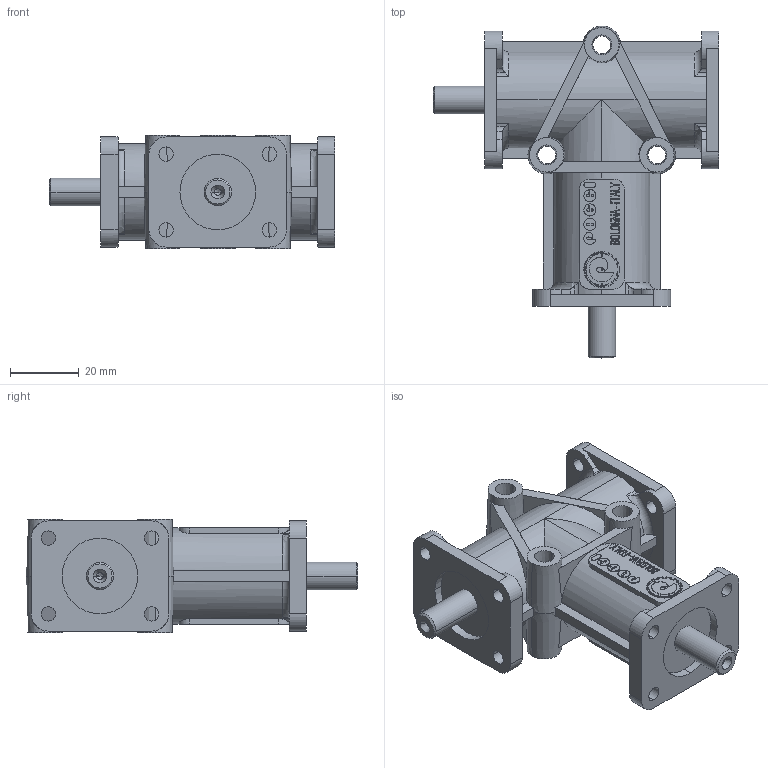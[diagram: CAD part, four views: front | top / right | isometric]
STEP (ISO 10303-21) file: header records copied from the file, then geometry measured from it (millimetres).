
FILE_DESCRIPTION(('STEP AP214'),'1');
FILE_NAME('184000111.stp','2017-01-17T22:18:08',('TraceParts'),('TraceParts S.A.'),'Spatial InterOp 3D',' ',' ');
FILE_SCHEMA(('automotive_design'));
Length unit declared in the file: millimetre
Products named in the file (1): 184000111
Bounding box: 83 x 96.5 x 33 mm (x, y, z)
Volume: 86452.7 mm3; surface area: 23041.7 mm2
Topology: 1 solids, 1 shells, 950 faces, 2643 edges, 1758 vertices
Faces by surface type: plane 424, extrusion 334, cylinder 144, cone 36, torus 12
Entity records: 56092 total; most frequent: CARTESIAN_POINT 25780, ORIENTED_EDGE 5278, DIRECTION 3528, EDGE_CURVE 2639, VERTEX_POINT 1758, VECTOR 1516, B_SPLINE_CURVE_WITH_KNOTS 1402, LINE 1182
